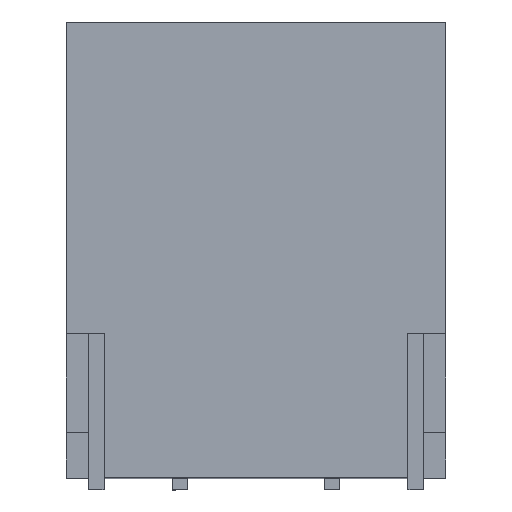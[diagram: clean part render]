
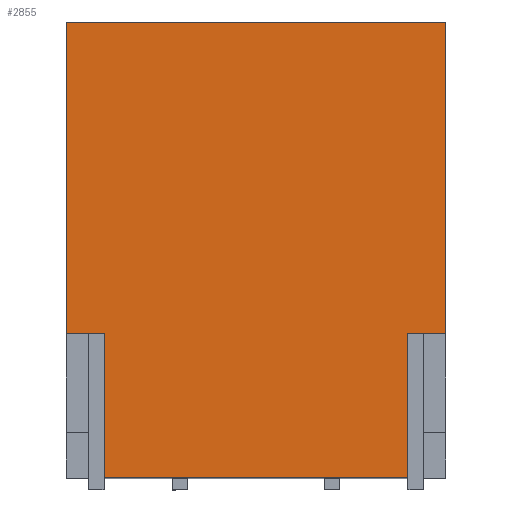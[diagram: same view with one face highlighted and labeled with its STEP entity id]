
A CAD part, top view. The second image highlights one B-rep face of the part: STEP entity #2855.
In plain terms, the highlighted planar face has unit normal (0, 0, 1).
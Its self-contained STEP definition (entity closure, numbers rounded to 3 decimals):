
#35 = VECTOR ( 'NONE', #1072, 1000. ) ;
#41 = CARTESIAN_POINT ( 'NONE',  ( 4.5, -4.05, 0. ) ) ;
#53 = VECTOR ( 'NONE', #1888, 1000. ) ;
#122 = ORIENTED_EDGE ( 'NONE', *, *, #2330, .F. ) ;
#187 = ORIENTED_EDGE ( 'NONE', *, *, #343, .F. ) ;
#226 = CARTESIAN_POINT ( 'NONE',  ( 0.5, -2.15, 0. ) ) ;
#280 = DIRECTION ( 'NONE',  ( 0., 1., 0. ) ) ;
#284 = VECTOR ( 'NONE', #2130, 1000. ) ;
#311 = CARTESIAN_POINT ( 'NONE',  ( 5., 1.95, 0. ) ) ;
#343 = EDGE_CURVE ( 'NONE', #623, #880, #1978, .T. ) ;
#366 = LINE ( 'NONE', #1241, #1631 ) ;
#371 = FACE_OUTER_BOUND ( 'NONE', #1673, .T. ) ;
#454 = ORIENTED_EDGE ( 'NONE', *, *, #3051, .F. ) ;
#494 = EDGE_CURVE ( 'NONE', #1497, #2844, #547, .T. ) ;
#547 = LINE ( 'NONE', #2552, #3149 ) ;
#620 = CARTESIAN_POINT ( 'NONE',  ( 5., 1.95, 0. ) ) ;
#623 = VERTEX_POINT ( 'NONE', #2106 ) ;
#641 = LINE ( 'NONE', #2408, #284 ) ;
#680 = DIRECTION ( 'NONE',  ( -1., 0., 0. ) ) ;
#724 = CARTESIAN_POINT ( 'NONE',  ( 0., 1.95, 0. ) ) ;
#728 = DIRECTION ( 'NONE',  ( 0., 1., 0. ) ) ;
#880 = VERTEX_POINT ( 'NONE', #226 ) ;
#964 = CARTESIAN_POINT ( 'NONE',  ( 5., -4.05, 0. ) ) ;
#988 = LINE ( 'NONE', #620, #35 ) ;
#1072 = DIRECTION ( 'NONE',  ( 0., 1., 0. ) ) ;
#1073 = EDGE_CURVE ( 'NONE', #880, #3000, #1275, .T. ) ;
#1241 = CARTESIAN_POINT ( 'NONE',  ( 5., 1.95, 0. ) ) ;
#1275 = LINE ( 'NONE', #2090, #53 ) ;
#1328 = DIRECTION ( 'NONE',  ( 0., 1., 0. ) ) ;
#1358 = ORIENTED_EDGE ( 'NONE', *, *, #1380, .T. ) ;
#1380 = EDGE_CURVE ( 'NONE', #1450, #1454, #366, .T. ) ;
#1391 = LINE ( 'NONE', #1488, #3075 ) ;
#1450 = VERTEX_POINT ( 'NONE', #2989 ) ;
#1454 = VERTEX_POINT ( 'NONE', #724 ) ;
#1488 = CARTESIAN_POINT ( 'NONE',  ( 0., 1.95, 0. ) ) ;
#1491 = DIRECTION ( 'NONE',  ( -1., 0., 0. ) ) ;
#1497 = VERTEX_POINT ( 'NONE', #41 ) ;
#1573 = CARTESIAN_POINT ( 'NONE',  ( 0.5, -4.05, 0. ) ) ;
#1605 = ORIENTED_EDGE ( 'NONE', *, *, #2208, .T. ) ;
#1631 = VECTOR ( 'NONE', #1491, 1000. ) ;
#1633 = CARTESIAN_POINT ( 'NONE',  ( 0., -2.15, 0. ) ) ;
#1673 = EDGE_LOOP ( 'NONE', ( #2032, #1605, #2286, #1358, #122, #2495, #187, #454 ) ) ;
#1828 = CARTESIAN_POINT ( 'NONE',  ( 4.5, -2.15, 0. ) ) ;
#1843 = AXIS2_PLACEMENT_3D ( 'NONE', #311, #2088, #1328 ) ;
#1888 = DIRECTION ( 'NONE',  ( -1., 0., 0. ) ) ;
#1978 = LINE ( 'NONE', #1573, #3185 ) ;
#2032 = ORIENTED_EDGE ( 'NONE', *, *, #494, .T. ) ;
#2088 = DIRECTION ( 'NONE',  ( 0., 0., 1. ) ) ;
#2090 = CARTESIAN_POINT ( 'NONE',  ( 0.5, -2.15, 0. ) ) ;
#2106 = CARTESIAN_POINT ( 'NONE',  ( 0.5, -4.05, 0. ) ) ;
#2130 = DIRECTION ( 'NONE',  ( 1., 0., 0. ) ) ;
#2208 = EDGE_CURVE ( 'NONE', #2844, #2352, #641, .T. ) ;
#2220 = EDGE_CURVE ( 'NONE', #2352, #1450, #988, .T. ) ;
#2222 = CARTESIAN_POINT ( 'NONE',  ( 5., -2.15, 0. ) ) ;
#2286 = ORIENTED_EDGE ( 'NONE', *, *, #2220, .T. ) ;
#2302 = DIRECTION ( 'NONE',  ( 0., 1., 0. ) ) ;
#2330 = EDGE_CURVE ( 'NONE', #3000, #1454, #1391, .T. ) ;
#2352 = VERTEX_POINT ( 'NONE', #2222 ) ;
#2408 = CARTESIAN_POINT ( 'NONE',  ( 4.5, -2.15, 0. ) ) ;
#2434 = VECTOR ( 'NONE', #680, 1000. ) ;
#2495 = ORIENTED_EDGE ( 'NONE', *, *, #1073, .F. ) ;
#2552 = CARTESIAN_POINT ( 'NONE',  ( 4.5, -4.05, 0. ) ) ;
#2844 = VERTEX_POINT ( 'NONE', #1828 ) ;
#2855 = ADVANCED_FACE ( 'NONE', ( #371 ), #3067, .T. ) ;
#2989 = CARTESIAN_POINT ( 'NONE',  ( 5., 1.95, 0. ) ) ;
#3000 = VERTEX_POINT ( 'NONE', #1633 ) ;
#3051 = EDGE_CURVE ( 'NONE', #1497, #623, #3151, .T. ) ;
#3067 = PLANE ( 'NONE',  #1843 ) ;
#3075 = VECTOR ( 'NONE', #728, 1000. ) ;
#3149 = VECTOR ( 'NONE', #2302, 1000. ) ;
#3151 = LINE ( 'NONE', #964, #2434 ) ;
#3185 = VECTOR ( 'NONE', #280, 1000. ) ;
